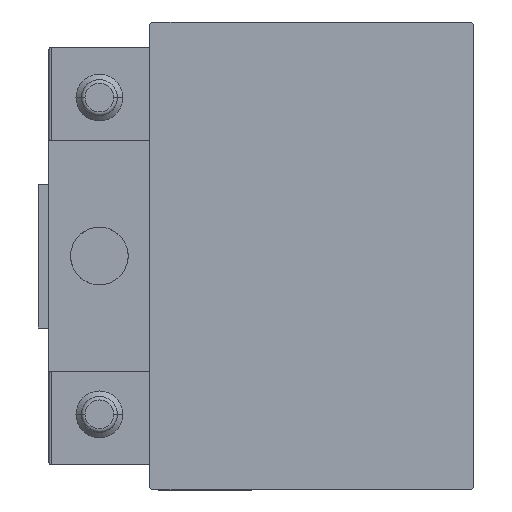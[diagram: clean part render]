
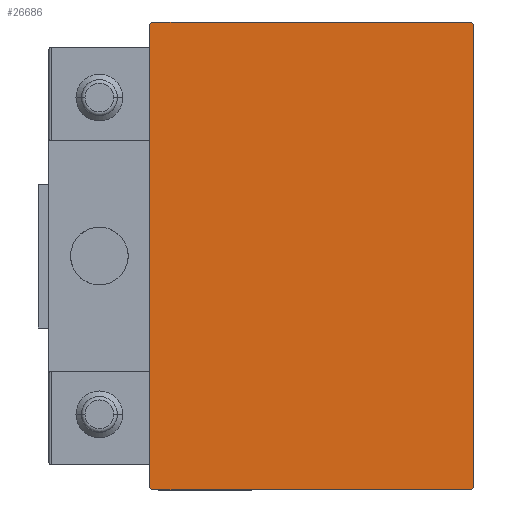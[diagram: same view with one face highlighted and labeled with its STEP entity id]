
A CAD part, left-side view. The second image highlights one B-rep face of the part: STEP entity #26686.
In plain terms, the highlighted face is planar.
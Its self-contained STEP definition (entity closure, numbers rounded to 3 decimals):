
#942 = VECTOR ( 'NONE', #33866, 1000. ) ;
#1529 = CARTESIAN_POINT ( 'NONE',  ( 70., -22.2, 32.5 ) ) ;
#2935 = LINE ( 'NONE', #14753, #18741 ) ;
#3074 = VERTEX_POINT ( 'NONE', #39238 ) ;
#4003 = CARTESIAN_POINT ( 'NONE',  ( 70., 22.5, 32.2 ) ) ;
#4165 = EDGE_CURVE ( 'NONE', #23346, #5043, #12781, .T. ) ;
#4438 = CARTESIAN_POINT ( 'NONE',  ( 70., 22.5, -32.2 ) ) ;
#5043 = VERTEX_POINT ( 'NONE', #31889 ) ;
#5197 = DIRECTION ( 'NONE',  ( 0., 1., 0. ) ) ;
#5463 = LINE ( 'NONE', #21184, #15212 ) ;
#5555 = LINE ( 'NONE', #49560, #942 ) ;
#5995 = DIRECTION ( 'NONE',  ( 1., 0., 0. ) ) ;
#7015 = AXIS2_PLACEMENT_3D ( 'NONE', #44867, #5995, #33549 ) ;
#7041 = DIRECTION ( 'NONE',  ( 0., 0., -1. ) ) ;
#8201 = EDGE_CURVE ( 'NONE', #33104, #42884, #30667, .T. ) ;
#8460 = ORIENTED_EDGE ( 'NONE', *, *, #35026, .T. ) ;
#9093 = VECTOR ( 'NONE', #48064, 1000. ) ;
#9289 = ORIENTED_EDGE ( 'NONE', *, *, #4165, .T. ) ;
#10059 = VECTOR ( 'NONE', #49969, 1000. ) ;
#11170 = CARTESIAN_POINT ( 'NONE',  ( 70., -22.2, -32.5 ) ) ;
#12781 = LINE ( 'NONE', #33123, #9093 ) ;
#13350 = ORIENTED_EDGE ( 'NONE', *, *, #22322, .T. ) ;
#13497 = ORIENTED_EDGE ( 'NONE', *, *, #21252, .T. ) ;
#14687 = EDGE_CURVE ( 'NONE', #3074, #15602, #44810, .T. ) ;
#14749 = ORIENTED_EDGE ( 'NONE', *, *, #14687, .T. ) ;
#14753 = CARTESIAN_POINT ( 'NONE',  ( 70., -22.5, 32.5 ) ) ;
#15212 = VECTOR ( 'NONE', #5197, 1000. ) ;
#15602 = VERTEX_POINT ( 'NONE', #4438 ) ;
#17857 = ORIENTED_EDGE ( 'NONE', *, *, #8201, .T. ) ;
#18741 = VECTOR ( 'NONE', #7041, 1000. ) ;
#19021 = VECTOR ( 'NONE', #36319, 1000. ) ;
#19085 = CARTESIAN_POINT ( 'NONE',  ( 70., -27.35, -27.35 ) ) ;
#21103 = EDGE_LOOP ( 'NONE', ( #47979, #14749, #13350, #47631, #13497, #9289, #8460, #17857 ) ) ;
#21184 = CARTESIAN_POINT ( 'NONE',  ( 70., -22.5, -32.5 ) ) ;
#21252 = EDGE_CURVE ( 'NONE', #31225, #23346, #38961, .T. ) ;
#22322 = EDGE_CURVE ( 'NONE', #15602, #32889, #5555, .T. ) ;
#22492 = EDGE_CURVE ( 'NONE', #32889, #31225, #48169, .T. ) ;
#23346 = VERTEX_POINT ( 'NONE', #1529 ) ;
#25255 = EDGE_CURVE ( 'NONE', #42884, #3074, #5463, .T. ) ;
#25332 = CARTESIAN_POINT ( 'NONE',  ( 70., -22.5, -32.2 ) ) ;
#26686 = ADVANCED_FACE ( 'NONE', ( #41757 ), #49745, .T. ) ;
#27440 = VECTOR ( 'NONE', #40679, 1000. ) ;
#28410 = CARTESIAN_POINT ( 'NONE',  ( 70., 22.2, 32.5 ) ) ;
#30667 = LINE ( 'NONE', #19085, #10059 ) ;
#31225 = VERTEX_POINT ( 'NONE', #28410 ) ;
#31889 = CARTESIAN_POINT ( 'NONE',  ( 70., -22.5, 32.2 ) ) ;
#32031 = DIRECTION ( 'NONE',  ( 0., -1., 0. ) ) ;
#32889 = VERTEX_POINT ( 'NONE', #4003 ) ;
#33104 = VERTEX_POINT ( 'NONE', #25332 ) ;
#33123 = CARTESIAN_POINT ( 'NONE',  ( 70., -27.35, 27.35 ) ) ;
#33236 = CARTESIAN_POINT ( 'NONE',  ( 70., 27.35, 27.35 ) ) ;
#33549 = DIRECTION ( 'NONE',  ( 0., 0., -1. ) ) ;
#33866 = DIRECTION ( 'NONE',  ( 0., 0., 1. ) ) ;
#35026 = EDGE_CURVE ( 'NONE', #5043, #33104, #2935, .T. ) ;
#36319 = DIRECTION ( 'NONE',  ( 0., -0.707, 0.707 ) ) ;
#36801 = VECTOR ( 'NONE', #32031, 1000. ) ;
#38961 = LINE ( 'NONE', #50579, #36801 ) ;
#39238 = CARTESIAN_POINT ( 'NONE',  ( 70., 22.2, -32.5 ) ) ;
#40679 = DIRECTION ( 'NONE',  ( 0., 0.707, 0.707 ) ) ;
#41757 = FACE_OUTER_BOUND ( 'NONE', #21103, .T. ) ;
#42884 = VERTEX_POINT ( 'NONE', #11170 ) ;
#44810 = LINE ( 'NONE', #48168, #27440 ) ;
#44867 = CARTESIAN_POINT ( 'NONE',  ( 70., 0., 0. ) ) ;
#47631 = ORIENTED_EDGE ( 'NONE', *, *, #22492, .T. ) ;
#47979 = ORIENTED_EDGE ( 'NONE', *, *, #25255, .T. ) ;
#48064 = DIRECTION ( 'NONE',  ( 0., -0.707, -0.707 ) ) ;
#48168 = CARTESIAN_POINT ( 'NONE',  ( 70., 27.35, -27.35 ) ) ;
#48169 = LINE ( 'NONE', #33236, #19021 ) ;
#49560 = CARTESIAN_POINT ( 'NONE',  ( 70., 22.5, -32.5 ) ) ;
#49745 = PLANE ( 'NONE',  #7015 ) ;
#49969 = DIRECTION ( 'NONE',  ( 0., 0.707, -0.707 ) ) ;
#50579 = CARTESIAN_POINT ( 'NONE',  ( 70., 22.5, 32.5 ) ) ;
